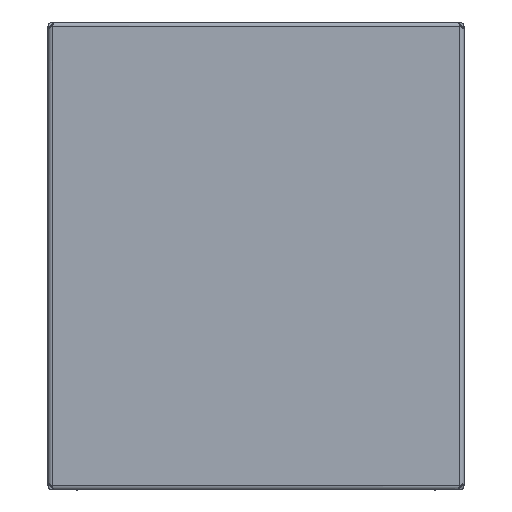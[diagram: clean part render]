
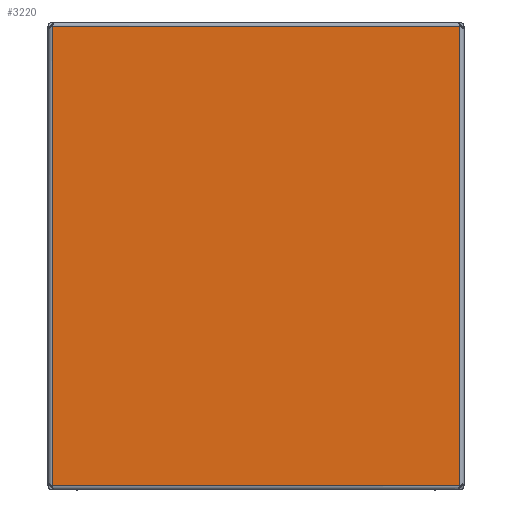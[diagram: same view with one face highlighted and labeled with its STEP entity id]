
A CAD part, front view. The second image highlights one B-rep face of the part: STEP entity #3220.
In plain terms, the highlighted planar face has unit normal (0, -1, 0).
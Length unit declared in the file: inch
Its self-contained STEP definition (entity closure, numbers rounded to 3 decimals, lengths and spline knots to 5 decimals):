
#81 = AXIS2_PLACEMENT_3D ( 'NONE', #4597, #7027, #4060 ) ;
#220 = DIRECTION ( 'NONE',  ( 0., 0., -1. ) ) ;
#231 = DIRECTION ( 'NONE',  ( 0., 0., 1. ) ) ;
#299 = EDGE_CURVE ( 'NONE', #4831, #358, #3442, .T. ) ;
#358 = VERTEX_POINT ( 'NONE', #2820 ) ;
#748 = VERTEX_POINT ( 'NONE', #7394 ) ;
#889 = CARTESIAN_POINT ( 'NONE',  ( 7.83352, 0., 0. ) ) ;
#1467 = CARTESIAN_POINT ( 'NONE',  ( 7.83352, 0., -0.99806 ) ) ;
#2276 = VECTOR ( 'NONE', #6886, 39.37008 ) ;
#2373 = EDGE_CURVE ( 'NONE', #748, #4831, #3111, .T. ) ;
#2820 = CARTESIAN_POINT ( 'NONE',  ( 7.83352, 0., -18.66504 ) ) ;
#3111 = LINE ( 'NONE', #5454, #4629 ) ;
#3168 = EDGE_CURVE ( 'NONE', #358, #4058, #7370, .T. ) ;
#3220 = ADVANCED_FACE ( 'NONE', ( #5264 ), #6373, .T. ) ;
#3442 = LINE ( 'NONE', #5791, #7573 ) ;
#3935 = ORIENTED_EDGE ( 'NONE', *, *, #6208, .T. ) ;
#4058 = VERTEX_POINT ( 'NONE', #1467 ) ;
#4060 = DIRECTION ( 'NONE',  ( 0., 0., -1. ) ) ;
#4136 = ORIENTED_EDGE ( 'NONE', *, *, #2373, .T. ) ;
#4501 = LINE ( 'NONE', #6348, #2276 ) ;
#4597 = CARTESIAN_POINT ( 'NONE',  ( -16.9548, 0., 0. ) ) ;
#4629 = VECTOR ( 'NONE', #220, 39.37008 ) ;
#4795 = ORIENTED_EDGE ( 'NONE', *, *, #3168, .T. ) ;
#4831 = VERTEX_POINT ( 'NONE', #5166 ) ;
#5166 = CARTESIAN_POINT ( 'NONE',  ( -7.83352, 0., -18.66504 ) ) ;
#5264 = FACE_OUTER_BOUND ( 'NONE', #7503, .T. ) ;
#5454 = CARTESIAN_POINT ( 'NONE',  ( -7.83352, 0., 0. ) ) ;
#5791 = CARTESIAN_POINT ( 'NONE',  ( -16.9548, 0., -18.66504 ) ) ;
#5827 = DIRECTION ( 'NONE',  ( 1., 0., 0. ) ) ;
#6208 = EDGE_CURVE ( 'NONE', #4058, #748, #4501, .T. ) ;
#6348 = CARTESIAN_POINT ( 'NONE',  ( -16.9548, 0., -0.99806 ) ) ;
#6373 = PLANE ( 'NONE',  #81 ) ;
#6886 = DIRECTION ( 'NONE',  ( -1., 0., 0. ) ) ;
#7027 = DIRECTION ( 'NONE',  ( 0., -1., 0. ) ) ;
#7333 = VECTOR ( 'NONE', #231, 39.37008 ) ;
#7370 = LINE ( 'NONE', #889, #7333 ) ;
#7394 = CARTESIAN_POINT ( 'NONE',  ( -7.83352, 0., -0.99806 ) ) ;
#7503 = EDGE_LOOP ( 'NONE', ( #4136, #7598, #4795, #3935 ) ) ;
#7573 = VECTOR ( 'NONE', #5827, 39.37008 ) ;
#7598 = ORIENTED_EDGE ( 'NONE', *, *, #299, .T. ) ;
